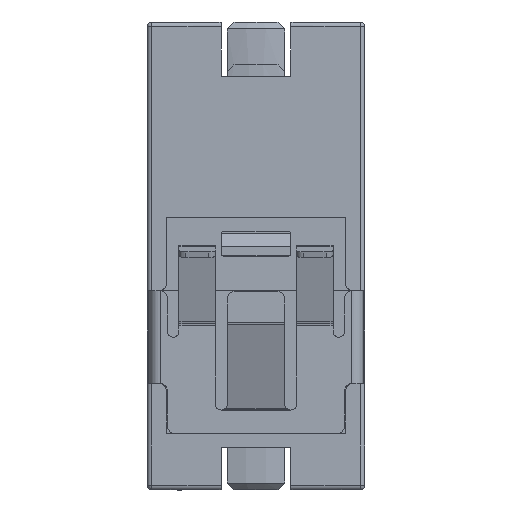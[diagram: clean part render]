
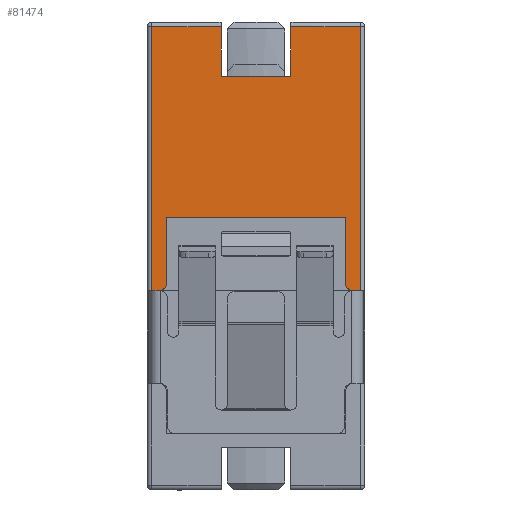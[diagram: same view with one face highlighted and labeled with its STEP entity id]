
A CAD part, left-side view. The second image highlights one B-rep face of the part: STEP entity #81474.
In plain terms, the highlighted face is planar.
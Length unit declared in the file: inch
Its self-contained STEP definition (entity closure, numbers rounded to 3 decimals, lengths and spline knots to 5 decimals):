
#487 = EDGE_CURVE ( 'NONE', #15033, #59345, #81641, .T. ) ;
#825 = VECTOR ( 'NONE', #18063, 39.37008 ) ;
#1467 = VERTEX_POINT ( 'NONE', #45403 ) ;
#3085 = LINE ( 'NONE', #17284, #63952 ) ;
#3606 = EDGE_CURVE ( 'NONE', #49652, #83111, #3085, .T. ) ;
#3695 = VECTOR ( 'NONE', #51540, 39.37008 ) ;
#4014 = DIRECTION ( 'NONE',  ( 0., 1., 0. ) ) ;
#4381 = ORIENTED_EDGE ( 'NONE', *, *, #93015, .T. ) ;
#4874 = VERTEX_POINT ( 'NONE', #41381 ) ;
#5242 = CARTESIAN_POINT ( 'NONE',  ( 2.80315, 0.45542, -0.1582 ) ) ;
#5703 = CARTESIAN_POINT ( 'NONE',  ( 2.80315, 0.33858, 0.15256 ) ) ;
#6476 = VERTEX_POINT ( 'NONE', #19983 ) ;
#6567 = CARTESIAN_POINT ( 'NONE',  ( 2.80315, 0.33858, -0.05906 ) ) ;
#6805 = ORIENTED_EDGE ( 'NONE', *, *, #16759, .F. ) ;
#7363 = CARTESIAN_POINT ( 'NONE',  ( 2.80315, 0.09252, -0.05906 ) ) ;
#7678 = VERTEX_POINT ( 'NONE', #90490 ) ;
#7829 = CARTESIAN_POINT ( 'NONE',  ( 2.80315, 0.33858, 0.05906 ) ) ;
#10624 = VECTOR ( 'NONE', #73292, 39.37008 ) ;
#11031 = CARTESIAN_POINT ( 'NONE',  ( 2.80315, 0.33858, -0.17717 ) ) ;
#11845 = VECTOR ( 'NONE', #59639, 39.37008 ) ;
#13962 = CARTESIAN_POINT ( 'NONE',  ( 2.80315, 0.33858, -0.15256 ) ) ;
#14193 = LINE ( 'NONE', #5703, #32331 ) ;
#14464 = ORIENTED_EDGE ( 'NONE', *, *, #88672, .F. ) ;
#14572 = VECTOR ( 'NONE', #30522, 39.37008 ) ;
#14833 = EDGE_CURVE ( 'NONE', #59345, #60111, #87987, .T. ) ;
#15033 = VERTEX_POINT ( 'NONE', #42412 ) ;
#15335 = VECTOR ( 'NONE', #55024, 39.37008 ) ;
#16222 = VECTOR ( 'NONE', #40002, 39.37008 ) ;
#16759 = EDGE_CURVE ( 'NONE', #6476, #7678, #46537, .T. ) ;
#17284 = CARTESIAN_POINT ( 'NONE',  ( 2.80315, 0.33858, 0.17717 ) ) ;
#18063 = DIRECTION ( 'NONE',  ( 0., 0., 1. ) ) ;
#18455 = CARTESIAN_POINT ( 'NONE',  ( 2.80315, 0.33858, -0.18504 ) ) ;
#19811 = CARTESIAN_POINT ( 'NONE',  ( 2.80315, 0.44797, 0.15256 ) ) ;
#19983 = CARTESIAN_POINT ( 'NONE',  ( 2.80315, 0.33268, 0.15256 ) ) ;
#20244 = ORIENTED_EDGE ( 'NONE', *, *, #14833, .F. ) ;
#20794 = ORIENTED_EDGE ( 'NONE', *, *, #3606, .F. ) ;
#20859 = EDGE_CURVE ( 'NONE', #60111, #81777, #22641, .T. ) ;
#21531 = DIRECTION ( 'NONE',  ( 0., 1., 0. ) ) ;
#22641 = LINE ( 'NONE', #6567, #3695 ) ;
#23091 = VECTOR ( 'NONE', #83490, 39.37008 ) ;
#25103 = PLANE ( 'NONE',  #38451 ) ;
#26084 = CARTESIAN_POINT ( 'NONE',  ( 2.80315, 0.44488, -0.15256 ) ) ;
#26630 = ORIENTED_EDGE ( 'NONE', *, *, #85944, .F. ) ;
#26741 = CARTESIAN_POINT ( 'NONE',  ( 2.80315, 0.00787, 0.17717 ) ) ;
#28532 = LINE ( 'NONE', #89145, #825 ) ;
#29361 = ORIENTED_EDGE ( 'NONE', *, *, #54785, .F. ) ;
#30522 = DIRECTION ( 'NONE',  ( 0., -1., 0. ) ) ;
#31801 = CARTESIAN_POINT ( 'NONE',  ( 2.80315, 0.44488, 0.15256 ) ) ;
#32331 = VECTOR ( 'NONE', #34572, 39.37008 ) ;
#32652 = VERTEX_POINT ( 'NONE', #67374 ) ;
#32667 = DIRECTION ( 'NONE',  ( -1., 0., 0. ) ) ;
#34572 = DIRECTION ( 'NONE',  ( 0., -1., 0. ) ) ;
#35599 = EDGE_LOOP ( 'NONE', ( #87200, #14464, #53385, #92663, #20244, #71988, #4381, #29361, #26630, #6805, #48223, #74920, #48711, #20794 ) ) ;
#37304 = CARTESIAN_POINT ( 'NONE',  ( 2.80315, 0.00787, -0.18504 ) ) ;
#38310 = CARTESIAN_POINT ( 'NONE',  ( 2.80315, 0.45669, 0. ) ) ;
#38451 = AXIS2_PLACEMENT_3D ( 'NONE', #18455, #32667, #77168 ) ;
#39020 = VECTOR ( 'NONE', #21531, 39.37008 ) ;
#40002 = DIRECTION ( 'NONE',  ( 0., 0., 1. ) ) ;
#41105 = CARTESIAN_POINT ( 'NONE',  ( 2.80315, 0.45542, 0.1582 ) ) ;
#41206 = CARTESIAN_POINT ( 'NONE',  ( 2.80315, 0.45669, -0.16437 ) ) ;
#41381 = CARTESIAN_POINT ( 'NONE',  ( 2.80315, 0.09252, 0.05906 ) ) ;
#42412 = CARTESIAN_POINT ( 'NONE',  ( 2.80315, 0.45669, -0.17717 ) ) ;
#44039 = DIRECTION ( 'NONE',  ( 0., 0., 1. ) ) ;
#44753 = LINE ( 'NONE', #7829, #14572 ) ;
#45077 = CARTESIAN_POINT ( 'NONE',  ( 2.80315, 0.45669, 0.16437 ) ) ;
#45403 = CARTESIAN_POINT ( 'NONE',  ( 2.80315, 0.45669, -0.16437 ) ) ;
#46537 = LINE ( 'NONE', #76363, #15335 ) ;
#47765 = CARTESIAN_POINT ( 'NONE',  ( 2.80315, 0.45669, 0.16437 ) ) ;
#48223 = ORIENTED_EDGE ( 'NONE', *, *, #52804, .F. ) ;
#48711 = ORIENTED_EDGE ( 'NONE', *, *, #49705, .T. ) ;
#49652 = VERTEX_POINT ( 'NONE', #26741 ) ;
#49705 = EDGE_CURVE ( 'NONE', #83017, #83111, #61339, .T. ) ;
#51540 = DIRECTION ( 'NONE',  ( 0., 1., 0. ) ) ;
#51864 = VECTOR ( 'NONE', #44039, 39.37008 ) ;
#52188 = CARTESIAN_POINT ( 'NONE',  ( 2.80315, 0.45669, 0.17717 ) ) ;
#52804 = EDGE_CURVE ( 'NONE', #89847, #6476, #14193, .T. ) ;
#53014 = LINE ( 'NONE', #38310, #11845 ) ;
#53385 = ORIENTED_EDGE ( 'NONE', *, *, #58204, .F. ) ;
#54649 = EDGE_CURVE ( 'NONE', #63085, #49652, #28532, .T. ) ;
#54785 = EDGE_CURVE ( 'NONE', #32652, #1467, #59164, .T. ) ;
#54860 = CARTESIAN_POINT ( 'NONE',  ( 2.80315, 0.45105, 0.15383 ) ) ;
#55024 = DIRECTION ( 'NONE',  ( 0., 0., -1. ) ) ;
#55448 = CARTESIAN_POINT ( 'NONE',  ( 2.80315, 0.45105, -0.15383 ) ) ;
#58204 = EDGE_CURVE ( 'NONE', #81777, #4874, #87156, .T. ) ;
#59164 = B_SPLINE_CURVE_WITH_KNOTS ( 'NONE', 3,
 ( #26084, #91437, #55448, #5242, #70598, #41206 ),
 .UNSPECIFIED., .F., .F.,
 ( 4, 2, 4 ),
 ( 0., 0.5, 1. ),
 .UNSPECIFIED. ) ;
#59345 = VERTEX_POINT ( 'NONE', #85771 ) ;
#59639 = DIRECTION ( 'NONE',  ( 0., 0., 1. ) ) ;
#60111 = VERTEX_POINT ( 'NONE', #70386 ) ;
#61339 = LINE ( 'NONE', #90240, #16222 ) ;
#62425 = CARTESIAN_POINT ( 'NONE',  ( 2.80315, 0.44488, 0.15256 ) ) ;
#63085 = VERTEX_POINT ( 'NONE', #74155 ) ;
#63952 = VECTOR ( 'NONE', #4014, 39.37008 ) ;
#66273 = CARTESIAN_POINT ( 'NONE',  ( 2.80315, 0.09252, -0.18504 ) ) ;
#67374 = CARTESIAN_POINT ( 'NONE',  ( 2.80315, 0.44488, -0.15256 ) ) ;
#70386 = CARTESIAN_POINT ( 'NONE',  ( 2.80315, 0.00787, -0.05906 ) ) ;
#70598 = CARTESIAN_POINT ( 'NONE',  ( 2.80315, 0.45669, -0.16128 ) ) ;
#71988 = ORIENTED_EDGE ( 'NONE', *, *, #487, .F. ) ;
#73292 = DIRECTION ( 'NONE',  ( 0., 0., 1. ) ) ;
#73313 = B_SPLINE_CURVE_WITH_KNOTS ( 'NONE', 3,
 ( #47765, #76672, #41105, #54860, #19811, #62425 ),
 .UNSPECIFIED., .F., .F.,
 ( 4, 2, 4 ),
 ( 0., 0.5, 1. ),
 .UNSPECIFIED. ) ;
#74155 = CARTESIAN_POINT ( 'NONE',  ( 2.80315, 0.00787, 0.05906 ) ) ;
#74920 = ORIENTED_EDGE ( 'NONE', *, *, #84726, .F. ) ;
#76363 = CARTESIAN_POINT ( 'NONE',  ( 2.80315, 0.33268, -0.18504 ) ) ;
#76672 = CARTESIAN_POINT ( 'NONE',  ( 2.80315, 0.45669, 0.16128 ) ) ;
#76722 = FACE_OUTER_BOUND ( 'NONE', #35599, .T. ) ;
#77168 = DIRECTION ( 'NONE',  ( 0., 0., 1. ) ) ;
#81474 = ADVANCED_FACE ( 'NONE', ( #76722 ), #25103, .F. ) ;
#81641 = LINE ( 'NONE', #11031, #23091 ) ;
#81777 = VERTEX_POINT ( 'NONE', #7363 ) ;
#83017 = VERTEX_POINT ( 'NONE', #45077 ) ;
#83111 = VERTEX_POINT ( 'NONE', #52188 ) ;
#83490 = DIRECTION ( 'NONE',  ( 0., -1., 0. ) ) ;
#84726 = EDGE_CURVE ( 'NONE', #83017, #89847, #73313, .T. ) ;
#85771 = CARTESIAN_POINT ( 'NONE',  ( 2.80315, 0.00787, -0.17717 ) ) ;
#85944 = EDGE_CURVE ( 'NONE', #7678, #32652, #92577, .T. ) ;
#87156 = LINE ( 'NONE', #66273, #51864 ) ;
#87200 = ORIENTED_EDGE ( 'NONE', *, *, #54649, .F. ) ;
#87987 = LINE ( 'NONE', #37304, #10624 ) ;
#88672 = EDGE_CURVE ( 'NONE', #4874, #63085, #44753, .T. ) ;
#89145 = CARTESIAN_POINT ( 'NONE',  ( 2.80315, 0.00787, -0.18504 ) ) ;
#89847 = VERTEX_POINT ( 'NONE', #31801 ) ;
#90240 = CARTESIAN_POINT ( 'NONE',  ( 2.80315, 0.45669, 0. ) ) ;
#90490 = CARTESIAN_POINT ( 'NONE',  ( 2.80315, 0.33268, -0.15256 ) ) ;
#91437 = CARTESIAN_POINT ( 'NONE',  ( 2.80315, 0.44797, -0.15256 ) ) ;
#92577 = LINE ( 'NONE', #13962, #39020 ) ;
#92663 = ORIENTED_EDGE ( 'NONE', *, *, #20859, .F. ) ;
#93015 = EDGE_CURVE ( 'NONE', #15033, #1467, #53014, .T. ) ;
